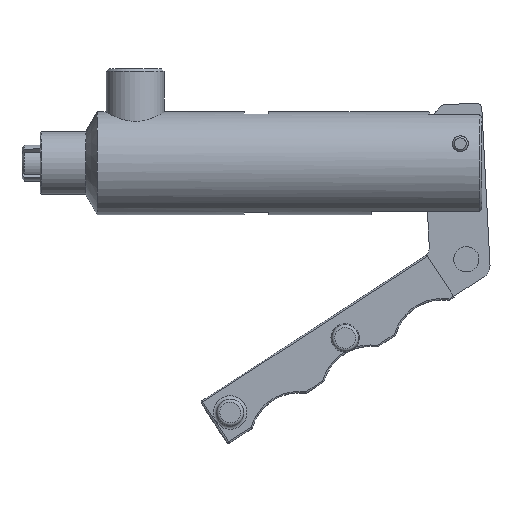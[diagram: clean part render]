
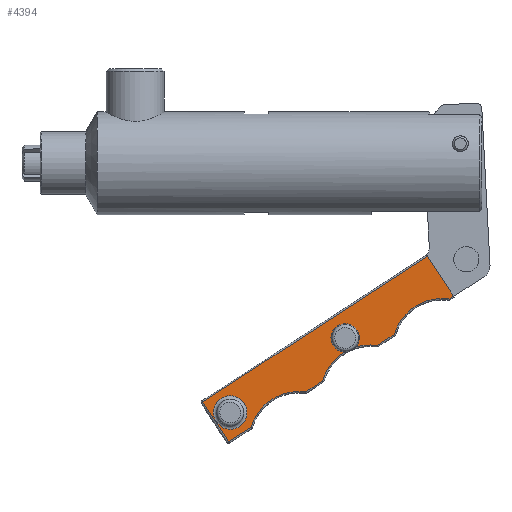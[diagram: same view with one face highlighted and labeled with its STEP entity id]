
A CAD part, top view. The second image highlights one B-rep face of the part: STEP entity #4394.
In plain terms, the highlighted planar face has unit normal (0, 0, 1).
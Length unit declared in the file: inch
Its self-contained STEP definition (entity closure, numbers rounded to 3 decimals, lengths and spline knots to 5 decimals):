
#112=LINE('',#6580,#363);
#113=LINE('',#6584,#364);
#114=LINE('',#6586,#365);
#115=LINE('',#6588,#366);
#116=LINE('',#6590,#367);
#117=LINE('',#6592,#368);
#118=LINE('',#6596,#369);
#363=VECTOR('',#5295,0.20732);
#364=VECTOR('',#5298,0.05366);
#365=VECTOR('',#5299,0.49);
#366=VECTOR('',#5300,2.76);
#367=VECTOR('',#5301,0.49);
#368=VECTOR('',#5302,0.27366);
#369=VECTOR('',#5305,0.20732);
#711=PLANE('',#4709);
#832=FACE_BOUND('',#1248,.T.);
#953=FACE_OUTER_BOUND('',#1247,.T.);
#1247=EDGE_LOOP('',(#2895,#2896,#2897,#2898,#2899,#2900,#2901,#2902,#2903,
#2904,#2905,#2906));
#1248=EDGE_LOOP('',(#2907));
#1625=CIRCLE('',#4706,0.17293);
#1627=CIRCLE('',#4710,0.14608);
#1628=CIRCLE('',#4711,0.515);
#1629=CIRCLE('',#4712,0.515);
#1630=CIRCLE('',#4713,0.515);
#1631=CIRCLE('',#4714,0.515);
#1834=VERTEX_POINT('',#6437);
#1835=VERTEX_POINT('',#6439);
#1872=VERTEX_POINT('',#6570);
#1874=VERTEX_POINT('',#6577);
#1875=VERTEX_POINT('',#6579);
#1876=VERTEX_POINT('',#6581);
#1877=VERTEX_POINT('',#6583);
#1878=VERTEX_POINT('',#6585);
#1879=VERTEX_POINT('',#6587);
#1880=VERTEX_POINT('',#6589);
#1881=VERTEX_POINT('',#6591);
#1882=VERTEX_POINT('',#6593);
#1883=VERTEX_POINT('',#6595);
#2283=EDGE_CURVE('',#1872,#1872,#1625,.T.);
#2285=EDGE_CURVE('',#1835,#1834,#1627,.T.);
#2286=EDGE_CURVE('',#1874,#1834,#1628,.T.);
#2287=EDGE_CURVE('',#1875,#1874,#112,.T.);
#2288=EDGE_CURVE('',#1876,#1875,#1629,.T.);
#2289=EDGE_CURVE('',#1877,#1876,#113,.T.);
#2290=EDGE_CURVE('',#1877,#1878,#114,.T.);
#2291=EDGE_CURVE('',#1879,#1878,#115,.T.);
#2292=EDGE_CURVE('',#1880,#1879,#116,.T.);
#2293=EDGE_CURVE('',#1881,#1880,#117,.T.);
#2294=EDGE_CURVE('',#1882,#1881,#1630,.T.);
#2295=EDGE_CURVE('',#1883,#1882,#118,.T.);
#2296=EDGE_CURVE('',#1835,#1883,#1631,.T.);
#2895=ORIENTED_EDGE('',*,*,#2285,.T.);
#2896=ORIENTED_EDGE('',*,*,#2286,.F.);
#2897=ORIENTED_EDGE('',*,*,#2287,.F.);
#2898=ORIENTED_EDGE('',*,*,#2288,.F.);
#2899=ORIENTED_EDGE('',*,*,#2289,.F.);
#2900=ORIENTED_EDGE('',*,*,#2290,.T.);
#2901=ORIENTED_EDGE('',*,*,#2291,.F.);
#2902=ORIENTED_EDGE('',*,*,#2292,.F.);
#2903=ORIENTED_EDGE('',*,*,#2293,.F.);
#2904=ORIENTED_EDGE('',*,*,#2294,.F.);
#2905=ORIENTED_EDGE('',*,*,#2295,.F.);
#2906=ORIENTED_EDGE('',*,*,#2296,.F.);
#2907=ORIENTED_EDGE('',*,*,#2283,.F.);
#4394=ADVANCED_FACE('',(#953,#832),#711,.T.);
#4706=AXIS2_PLACEMENT_3D('',#6571,#5283,#5284);
#4709=AXIS2_PLACEMENT_3D('',#6575,#5289,#5290);
#4710=AXIS2_PLACEMENT_3D('',#6576,#5291,#5292);
#4711=AXIS2_PLACEMENT_3D('',#6578,#5293,#5294);
#4712=AXIS2_PLACEMENT_3D('',#6582,#5296,#5297);
#4713=AXIS2_PLACEMENT_3D('',#6594,#5303,#5304);
#4714=AXIS2_PLACEMENT_3D('',#6597,#5306,#5307);
#5283=DIRECTION('center_axis',(0.,0.,
1.));
#5284=DIRECTION('ref_axis',(-0.839,-0.544,0.));
#5289=DIRECTION('center_axis',(0.,0.,
1.));
#5290=DIRECTION('ref_axis',(0.839,0.544,0.));
#5291=DIRECTION('center_axis',(0.,0.,
-1.));
#5292=DIRECTION('ref_axis',(0.839,0.544,0.));
#5293=DIRECTION('center_axis',(0.,0.,
1.));
#5294=DIRECTION('ref_axis',(-0.544,0.839,0.));
#5295=DIRECTION('',(-0.839,-0.544,0.));
#5296=DIRECTION('center_axis',(0.,0.,
1.));
#5297=DIRECTION('ref_axis',(-0.544,0.839,0.));
#5298=DIRECTION('',(-0.839,-0.544,0.));
#5299=DIRECTION('',(-0.544,0.839,0.));
#5300=DIRECTION('',(0.839,0.544,0.));
#5301=DIRECTION('',(-0.544,0.839,0.));
#5302=DIRECTION('',(-0.839,-0.544,0.));
#5303=DIRECTION('center_axis',(0.,0.,
1.));
#5304=DIRECTION('ref_axis',(-0.544,0.839,0.));
#5305=DIRECTION('',(-0.839,-0.544,0.));
#5306=DIRECTION('center_axis',(0.,0.,
1.));
#5307=DIRECTION('ref_axis',(-0.544,0.839,0.));
#6437=CARTESIAN_POINT('',(-0.07362,-4.58877,0.1705));
#6439=CARTESIAN_POINT('',(-0.189,-4.64021,0.1705));
#6570=CARTESIAN_POINT('',(-1.22437,-5.16864,0.1705));
#6571=CARTESIAN_POINT('Origin',(-1.36944,-5.26277,0.1705));
#6575=CARTESIAN_POINT('Origin',(-0.3695,-4.61394,0.1705));
#6576=CARTESIAN_POINT('Origin',(-0.18494,-4.49419,0.1705));
#6577=CARTESIAN_POINT('',(0.14668,-4.57107,0.1705));
#6578=CARTESIAN_POINT('Origin',(0.07681,-5.08131,0.1705));
#6579=CARTESIAN_POINT('',(0.32059,-4.45822,0.1705));
#6580=CARTESIAN_POINT('',(-0.81916,-5.19777,0.1705));
#6581=CARTESIAN_POINT('',(0.88489,-4.09207,0.1705));
#6582=CARTESIAN_POINT('Origin',(0.81502,-4.60231,0.1705));
#6583=CARTESIAN_POINT('',(0.9299,-4.06286,0.1705));
#6584=CARTESIAN_POINT('',(-0.81916,-5.19777,0.1705));
#6585=CARTESIAN_POINT('',(0.66318,-3.65181,0.1705));
#6586=CARTESIAN_POINT('',(0.93807,-4.07544,0.1705));
#6587=CARTESIAN_POINT('',(-1.65212,-5.15413,0.1705));
#6588=CARTESIAN_POINT('',(0.08016,-4.03011,0.1705));
#6589=CARTESIAN_POINT('',(-1.3854,-5.56518,0.1705));
#6590=CARTESIAN_POINT('',(-1.58952,-5.2506,0.1705));
#6591=CARTESIAN_POINT('',(-1.15583,-5.41622,0.1705));
#6592=CARTESIAN_POINT('',(-0.81916,-5.19777,0.1705));
#6593=CARTESIAN_POINT('',(-0.59154,-5.05007,0.1705));
#6594=CARTESIAN_POINT('Origin',(-0.6614,-5.56031,0.1705));
#6595=CARTESIAN_POINT('',(-0.41762,-4.93722,0.1705));
#6596=CARTESIAN_POINT('',(-0.81916,-5.19777,0.1705));
#6597=CARTESIAN_POINT('Origin',(0.07681,-5.08131,0.1705));
